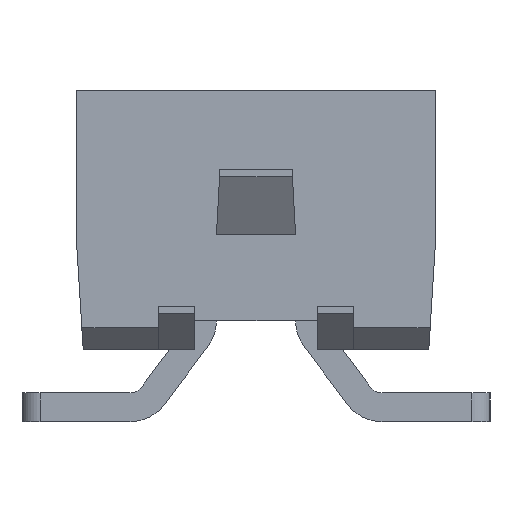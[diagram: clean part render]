
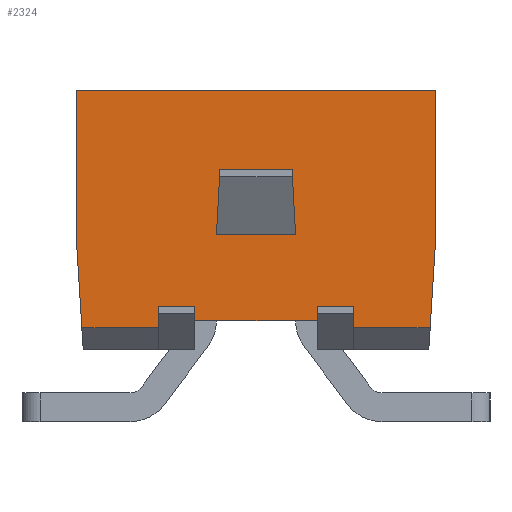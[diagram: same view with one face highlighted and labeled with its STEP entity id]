
A CAD part, left-side view. The second image highlights one B-rep face of the part: STEP entity #2324.
In plain terms, the highlighted planar face has unit normal (-1, 0, 0).
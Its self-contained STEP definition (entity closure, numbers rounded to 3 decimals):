
#15 = CARTESIAN_POINT ( 'NONE',  ( -7.365, -0.55, 1.6 ) ) ;
#54 = ORIENTED_EDGE ( 'NONE', *, *, #4825, .T. ) ;
#68 = VERTEX_POINT ( 'NONE', #1128 ) ;
#89 = VECTOR ( 'NONE', #3653, 1000. ) ;
#129 = EDGE_CURVE ( 'NONE', #4386, #1842, #6169, .T. ) ;
#147 = CARTESIAN_POINT ( 'NONE',  ( -7.365, 2.5, 3.6 ) ) ;
#166 = VECTOR ( 'NONE', #5124, 1000. ) ;
#194 = DIRECTION ( 'NONE',  ( 0., 0., 1. ) ) ;
#266 = EDGE_CURVE ( 'NONE', #1062, #2812, #5174, .T. ) ;
#267 = CARTESIAN_POINT ( 'NONE',  ( -7.365, 2.5, 1.95 ) ) ;
#320 = LINE ( 'NONE', #1457, #777 ) ;
#420 = VECTOR ( 'NONE', #6184, 1000. ) ;
#528 = CARTESIAN_POINT ( 'NONE',  ( -7.365, 0.5, 2.5 ) ) ;
#535 = ORIENTED_EDGE ( 'NONE', *, *, #1081, .T. ) ;
#545 = VECTOR ( 'NONE', #583, 1000. ) ;
#583 = DIRECTION ( 'NONE',  ( 0., 0., 1. ) ) ;
#604 = DIRECTION ( 'NONE',  ( 0., 0.062, -0.998 ) ) ;
#607 = DIRECTION ( 'NONE',  ( 0., 0.055, -0.998 ) ) ;
#637 = CARTESIAN_POINT ( 'NONE',  ( -7.365, -2.419, 0.3 ) ) ;
#641 = LINE ( 'NONE', #5063, #2947 ) ;
#672 = EDGE_CURVE ( 'NONE', #5609, #3590, #1022, .T. ) ;
#689 = CARTESIAN_POINT ( 'NONE',  ( -7.365, 0., 3.6 ) ) ;
#693 = CARTESIAN_POINT ( 'NONE',  ( -7.365, 0., 0.6 ) ) ;
#698 = FACE_OUTER_BOUND ( 'NONE', #3825, .T. ) ;
#739 = VERTEX_POINT ( 'NONE', #4609 ) ;
#774 = LINE ( 'NONE', #920, #3325 ) ;
#777 = VECTOR ( 'NONE', #3975, 1000. ) ;
#795 = LINE ( 'NONE', #3543, #3631 ) ;
#869 = LINE ( 'NONE', #6077, #89 ) ;
#882 = CARTESIAN_POINT ( 'NONE',  ( -7.365, -0.85, 1.95 ) ) ;
#902 = CARTESIAN_POINT ( 'NONE',  ( -7.365, -1.35, 0.6 ) ) ;
#904 = ORIENTED_EDGE ( 'NONE', *, *, #2240, .F. ) ;
#913 = DIRECTION ( 'NONE',  ( 0., 0.055, 0.998 ) ) ;
#920 = CARTESIAN_POINT ( 'NONE',  ( -7.365, 0.85, 1.95 ) ) ;
#951 = VERTEX_POINT ( 'NONE', #1358 ) ;
#1022 = LINE ( 'NONE', #2214, #2254 ) ;
#1062 = VERTEX_POINT ( 'NONE', #15 ) ;
#1081 = EDGE_CURVE ( 'NONE', #2300, #2120, #320, .T. ) ;
#1084 = VERTEX_POINT ( 'NONE', #528 ) ;
#1089 = LINE ( 'NONE', #5748, #6149 ) ;
#1096 = LINE ( 'NONE', #4374, #3558 ) ;
#1128 = CARTESIAN_POINT ( 'NONE',  ( -7.365, 2.5, 1.6 ) ) ;
#1146 = CARTESIAN_POINT ( 'NONE',  ( -7.365, 0.55, 1.6 ) ) ;
#1316 = DIRECTION ( 'NONE',  ( 0., -1., 0. ) ) ;
#1358 = CARTESIAN_POINT ( 'NONE',  ( -7.365, -0.85, 0.6 ) ) ;
#1377 = EDGE_CURVE ( 'NONE', #1084, #2812, #4110, .T. ) ;
#1388 = VERTEX_POINT ( 'NONE', #6190 ) ;
#1452 = DIRECTION ( 'NONE',  ( 0., -1., 0. ) ) ;
#1457 = CARTESIAN_POINT ( 'NONE',  ( -7.365, -1.35, 1.95 ) ) ;
#1482 = PLANE ( 'NONE',  #2574 ) ;
#1605 = EDGE_CURVE ( 'NONE', #5192, #739, #3715, .T. ) ;
#1633 = VECTOR ( 'NONE', #3656, 1000. ) ;
#1730 = VERTEX_POINT ( 'NONE', #637 ) ;
#1842 = VERTEX_POINT ( 'NONE', #4769 ) ;
#1898 = CARTESIAN_POINT ( 'NONE',  ( -7.365, -0.525, 2.047 ) ) ;
#2107 = CARTESIAN_POINT ( 'NONE',  ( -7.365, -0.85, 0.4 ) ) ;
#2109 = EDGE_CURVE ( 'NONE', #5609, #951, #3704, .T. ) ;
#2120 = VERTEX_POINT ( 'NONE', #5505 ) ;
#2208 = CARTESIAN_POINT ( 'NONE',  ( -7.365, 0., 2.5 ) ) ;
#2214 = CARTESIAN_POINT ( 'NONE',  ( -7.365, 0., 0.4 ) ) ;
#2240 = EDGE_CURVE ( 'NONE', #4386, #1730, #4764, .T. ) ;
#2254 = VECTOR ( 'NONE', #4156, 1000. ) ;
#2300 = VERTEX_POINT ( 'NONE', #902 ) ;
#2324 = ADVANCED_FACE ( 'NONE', ( #5757, #698 ), #1482, .T. ) ;
#2454 = CARTESIAN_POINT ( 'NONE',  ( -7.365, -2.5, 0.3 ) ) ;
#2467 = DIRECTION ( 'NONE',  ( 0., 0., 1. ) ) ;
#2505 = ORIENTED_EDGE ( 'NONE', *, *, #1377, .T. ) ;
#2551 = EDGE_CURVE ( 'NONE', #951, #2300, #3269, .T. ) ;
#2574 = AXIS2_PLACEMENT_3D ( 'NONE', #2454, #5405, #2467 ) ;
#2791 = LINE ( 'NONE', #689, #166 ) ;
#2812 = VERTEX_POINT ( 'NONE', #5815 ) ;
#2847 = ORIENTED_EDGE ( 'NONE', *, *, #4394, .T. ) ;
#2891 = VECTOR ( 'NONE', #913, 1000. ) ;
#2947 = VECTOR ( 'NONE', #3175, 1000. ) ;
#3055 = VERTEX_POINT ( 'NONE', #5099 ) ;
#3087 = EDGE_CURVE ( 'NONE', #739, #3055, #869, .T. ) ;
#3135 = CARTESIAN_POINT ( 'NONE',  ( -7.365, -2.5, 1.95 ) ) ;
#3175 = DIRECTION ( 'NONE',  ( 0., -1., 0. ) ) ;
#3269 = LINE ( 'NONE', #693, #3963 ) ;
#3325 = VECTOR ( 'NONE', #4356, 1000. ) ;
#3330 = EDGE_CURVE ( 'NONE', #1388, #68, #1096, .T. ) ;
#3439 = EDGE_CURVE ( 'NONE', #3733, #1062, #641, .T. ) ;
#3461 = VERTEX_POINT ( 'NONE', #147 ) ;
#3543 = CARTESIAN_POINT ( 'NONE',  ( -7.365, 0.525, 2.047 ) ) ;
#3558 = VECTOR ( 'NONE', #3923, 1000. ) ;
#3590 = VERTEX_POINT ( 'NONE', #5971 ) ;
#3596 = EDGE_CURVE ( 'NONE', #1084, #3733, #795, .T. ) ;
#3626 = ORIENTED_EDGE ( 'NONE', *, *, #266, .F. ) ;
#3631 = VECTOR ( 'NONE', #607, 1000. ) ;
#3653 = DIRECTION ( 'NONE',  ( 0., -1., 0. ) ) ;
#3656 = DIRECTION ( 'NONE',  ( 0., -1., 0. ) ) ;
#3673 = ORIENTED_EDGE ( 'NONE', *, *, #129, .T. ) ;
#3698 = VECTOR ( 'NONE', #604, 1000. ) ;
#3704 = LINE ( 'NONE', #882, #545 ) ;
#3715 = LINE ( 'NONE', #4046, #5003 ) ;
#3733 = VERTEX_POINT ( 'NONE', #1146 ) ;
#3780 = LINE ( 'NONE', #4979, #5145 ) ;
#3825 = EDGE_LOOP ( 'NONE', ( #4815, #6263, #4683, #4997, #2847, #4848, #4354, #4089, #535, #5414, #904, #3673, #4162, #54 ) ) ;
#3923 = DIRECTION ( 'NONE',  ( 0., 0.062, 0.998 ) ) ;
#3963 = VECTOR ( 'NONE', #5562, 1000. ) ;
#3965 = VECTOR ( 'NONE', #194, 1000. ) ;
#3968 = EDGE_CURVE ( 'NONE', #1842, #3461, #2791, .T. ) ;
#3975 = DIRECTION ( 'NONE',  ( 0., 0., -1. ) ) ;
#4013 = DIRECTION ( 'NONE',  ( 0., 0., 1. ) ) ;
#4046 = CARTESIAN_POINT ( 'NONE',  ( -7.365, 1.35, 1.95 ) ) ;
#4089 = ORIENTED_EDGE ( 'NONE', *, *, #2551, .T. ) ;
#4110 = LINE ( 'NONE', #2208, #1633 ) ;
#4146 = ORIENTED_EDGE ( 'NONE', *, *, #3439, .F. ) ;
#4156 = DIRECTION ( 'NONE',  ( 0., 1., 0. ) ) ;
#4162 = ORIENTED_EDGE ( 'NONE', *, *, #3968, .T. ) ;
#4354 = ORIENTED_EDGE ( 'NONE', *, *, #2109, .T. ) ;
#4356 = DIRECTION ( 'NONE',  ( 0., 0., -1. ) ) ;
#4374 = CARTESIAN_POINT ( 'NONE',  ( -7.365, 2.45, 0.8 ) ) ;
#4386 = VERTEX_POINT ( 'NONE', #5335 ) ;
#4388 = ORIENTED_EDGE ( 'NONE', *, *, #3596, .F. ) ;
#4394 = EDGE_CURVE ( 'NONE', #3055, #3590, #774, .T. ) ;
#4499 = EDGE_CURVE ( 'NONE', #2120, #1730, #3780, .T. ) ;
#4609 = CARTESIAN_POINT ( 'NONE',  ( -7.365, 1.35, 0.6 ) ) ;
#4683 = ORIENTED_EDGE ( 'NONE', *, *, #1605, .T. ) ;
#4764 = LINE ( 'NONE', #5011, #3698 ) ;
#4769 = CARTESIAN_POINT ( 'NONE',  ( -7.365, -2.5, 3.6 ) ) ;
#4815 = ORIENTED_EDGE ( 'NONE', *, *, #3330, .F. ) ;
#4825 = EDGE_CURVE ( 'NONE', #3461, #68, #6323, .T. ) ;
#4848 = ORIENTED_EDGE ( 'NONE', *, *, #672, .F. ) ;
#4934 = CARTESIAN_POINT ( 'NONE',  ( -7.365, 1.35, 0.3 ) ) ;
#4979 = CARTESIAN_POINT ( 'NONE',  ( -7.365, 0., 0.3 ) ) ;
#4997 = ORIENTED_EDGE ( 'NONE', *, *, #3087, .T. ) ;
#5003 = VECTOR ( 'NONE', #4013, 1000. ) ;
#5011 = CARTESIAN_POINT ( 'NONE',  ( -7.365, -2.45, 0.8 ) ) ;
#5063 = CARTESIAN_POINT ( 'NONE',  ( -7.365, 0., 1.6 ) ) ;
#5099 = CARTESIAN_POINT ( 'NONE',  ( -7.365, 0.85, 0.6 ) ) ;
#5124 = DIRECTION ( 'NONE',  ( 0., 1., 0. ) ) ;
#5145 = VECTOR ( 'NONE', #1452, 1000. ) ;
#5174 = LINE ( 'NONE', #1898, #2891 ) ;
#5192 = VERTEX_POINT ( 'NONE', #4934 ) ;
#5335 = CARTESIAN_POINT ( 'NONE',  ( -7.365, -2.5, 1.6 ) ) ;
#5405 = DIRECTION ( 'NONE',  ( -1., 0., 0. ) ) ;
#5414 = ORIENTED_EDGE ( 'NONE', *, *, #4499, .T. ) ;
#5505 = CARTESIAN_POINT ( 'NONE',  ( -7.365, -1.35, 0.3 ) ) ;
#5562 = DIRECTION ( 'NONE',  ( 0., -1., 0. ) ) ;
#5609 = VERTEX_POINT ( 'NONE', #2107 ) ;
#5748 = CARTESIAN_POINT ( 'NONE',  ( -7.365, 0., 0.3 ) ) ;
#5757 = FACE_BOUND ( 'NONE', #5877, .T. ) ;
#5813 = EDGE_CURVE ( 'NONE', #1388, #5192, #1089, .T. ) ;
#5815 = CARTESIAN_POINT ( 'NONE',  ( -7.365, -0.5, 2.5 ) ) ;
#5877 = EDGE_LOOP ( 'NONE', ( #4388, #2505, #3626, #4146 ) ) ;
#5971 = CARTESIAN_POINT ( 'NONE',  ( -7.365, 0.85, 0.4 ) ) ;
#6077 = CARTESIAN_POINT ( 'NONE',  ( -7.365, 0., 0.6 ) ) ;
#6149 = VECTOR ( 'NONE', #1316, 1000. ) ;
#6169 = LINE ( 'NONE', #3135, #3965 ) ;
#6184 = DIRECTION ( 'NONE',  ( 0., 0., -1. ) ) ;
#6190 = CARTESIAN_POINT ( 'NONE',  ( -7.365, 2.419, 0.3 ) ) ;
#6263 = ORIENTED_EDGE ( 'NONE', *, *, #5813, .T. ) ;
#6323 = LINE ( 'NONE', #267, #420 ) ;
